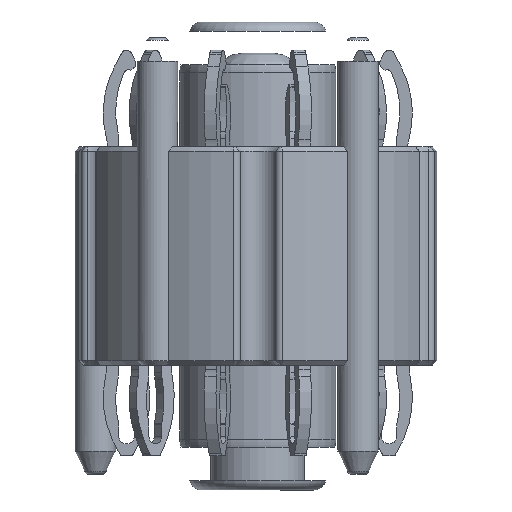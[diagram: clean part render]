
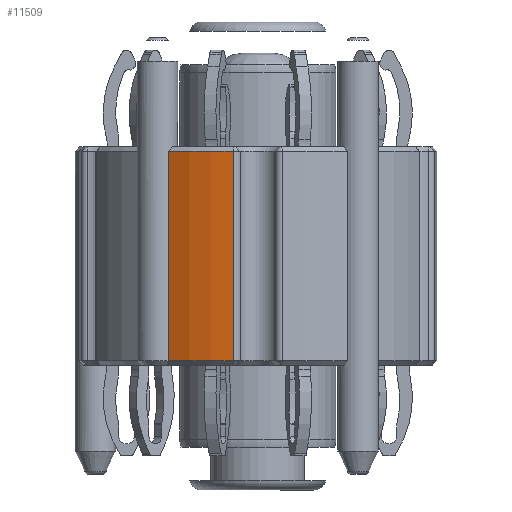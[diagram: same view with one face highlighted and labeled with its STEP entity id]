
A CAD part, left-side view. The second image highlights one B-rep face of the part: STEP entity #11509.
In plain terms, the highlighted cylindrical face has radius 5.75 mm (diameter 11.5 mm), a partial arc.
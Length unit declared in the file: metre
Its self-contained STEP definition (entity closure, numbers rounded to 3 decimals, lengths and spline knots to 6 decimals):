
#970=FACE_OUTER_BOUND('',#1619,.T.);
#1619=EDGE_LOOP('',(#10288,#10289,#10290,#10291));
#2335=CIRCLE('',#12743,0.00575);
#2397=CIRCLE('',#12846,0.00575);
#3343=LINE('',#19938,#4304);
#3356=LINE('',#20055,#4317);
#4304=VECTOR('',#16319,1.);
#4317=VECTOR('',#16398,1.);
#5391=VERTEX_POINT('',#19750);
#5394=VERTEX_POINT('',#19757);
#5433=VERTEX_POINT('',#19937);
#5453=VERTEX_POINT('',#20054);
#7013=EDGE_CURVE('',#5394,#5391,#2335,.T.);
#7084=EDGE_CURVE('',#5433,#5394,#3343,.F.);
#7120=EDGE_CURVE('',#5391,#5453,#3356,.T.);
#7121=EDGE_CURVE('',#5453,#5433,#2397,.T.);
#10288=ORIENTED_EDGE('',*,*,#7120,.T.);
#10289=ORIENTED_EDGE('',*,*,#7121,.T.);
#10290=ORIENTED_EDGE('',*,*,#7084,.T.);
#10291=ORIENTED_EDGE('',*,*,#7013,.T.);
#10920=CYLINDRICAL_SURFACE('',#12845,0.00575);
#11509=ADVANCED_FACE('',(#970),#10920,.T.);
#12743=AXIS2_PLACEMENT_3D('',#19763,#16159,#16160);
#12845=AXIS2_PLACEMENT_3D('',#20053,#16396,#16397);
#12846=AXIS2_PLACEMENT_3D('',#20056,#16399,#16400);
#16159=DIRECTION('center_axis',(0.,0.,1.));
#16160=DIRECTION('ref_axis',(1.,0.,0.));
#16319=DIRECTION('',(0.,0.,1.));
#16396=DIRECTION('center_axis',(0.,0.,
1.));
#16397=DIRECTION('ref_axis',(0.,-1.,0.));
#16398=DIRECTION('',(0.,0.,1.));
#16399=DIRECTION('center_axis',(0.,0.,-1.));
#16400=DIRECTION('ref_axis',(0.,1.,0.));
#19750=CARTESIAN_POINT('',(0.019304,-0.024213,-0.00485));
#19757=CARTESIAN_POINT('',(0.02002,-0.022125,-0.00485));
#19763=CARTESIAN_POINT('Origin',(0.025,-0.025,
-0.00485));
#19937=CARTESIAN_POINT('',(0.02002,-0.022125,0.00185));
#19938=CARTESIAN_POINT('',(0.02002,-0.022125,-0.000125));
#20053=CARTESIAN_POINT('Origin',(0.025,-0.025,
-0.00485));
#20054=CARTESIAN_POINT('',(0.019304,-0.024213,0.00185));
#20055=CARTESIAN_POINT('',(0.019304,-0.024213,-0.00485));
#20056=CARTESIAN_POINT('Origin',(0.025,-0.025,
0.00185));
